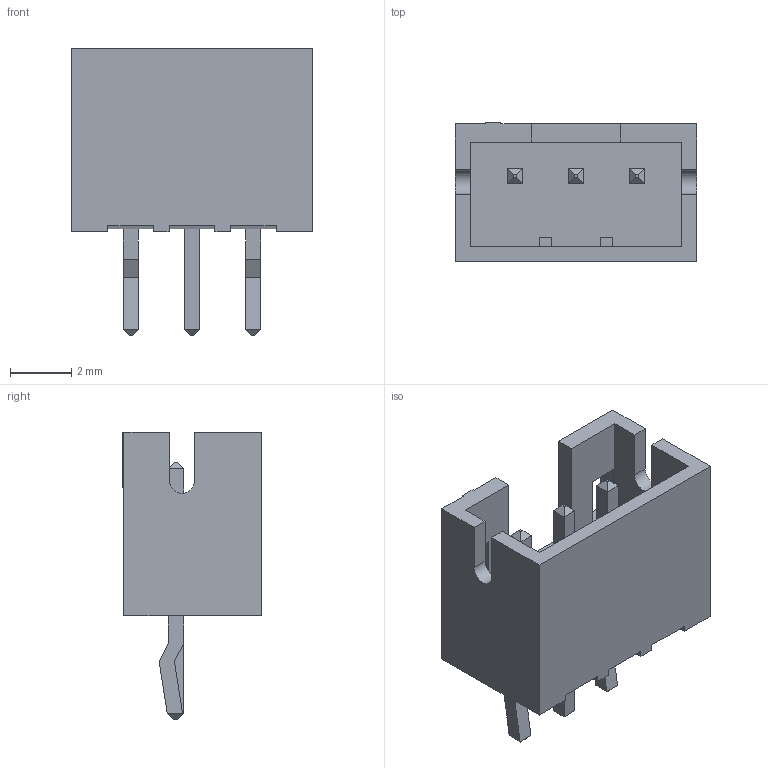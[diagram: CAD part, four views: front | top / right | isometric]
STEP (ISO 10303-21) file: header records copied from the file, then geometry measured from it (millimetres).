
FILE_DESCRIPTION(/* description */ ('model of JST_PH_B3B-PH-K_03x2.00mm_Straight.'),/* implementation_level */ FILE_NAME(/* name */ 'JST_PH_B3B-PH-K_03x2.00mm_Straight..stp',/* time_stamp */ '2017-06-10T15:23:08',/* author */ ('Rene Poeschl',''),/* organization */ (''),/* preprocessor_version */ '',/* originating_system */ '',/* authorisation */ '');
FILE_NAME(/* name */ 'JST_PH_B3B-PH-K_03x2.00mm_Straight..stp',/* time_stamp */ '2017-06-10T15:23:08',/* author */ ('Rene Poeschl',''),/* organization */ (''),/* preprocessor_version */ '',/* originating_system */ '',/* authorisation */ '');
FILE_SCHEMA(('AUTOMOTIVE_DESIGN_CC2 { 1 2 10303 214 -1 1 5 4 }'));
Length unit declared in the file: millimetre
Products named in the file (1): B03B_PH_K
Bounding box: 7.9 x 4.55 x 9.4 mm (x, y, z)
Volume: 106.8 mm3; surface area: 328.6 mm2
Topology: 1 solids, 1 shells, 121 faces, 326 edges, 212 vertices
Faces by surface type: plane 119, cylinder 2
Entity records: 4564 total; most frequent: CARTESIAN_POINT 660, ORIENTED_EDGE 652, DIRECTION 574, EDGE_CURVE 326, LINE 322, VECTOR 322, VERTEX_POINT 212, FACE_BOUND 130
